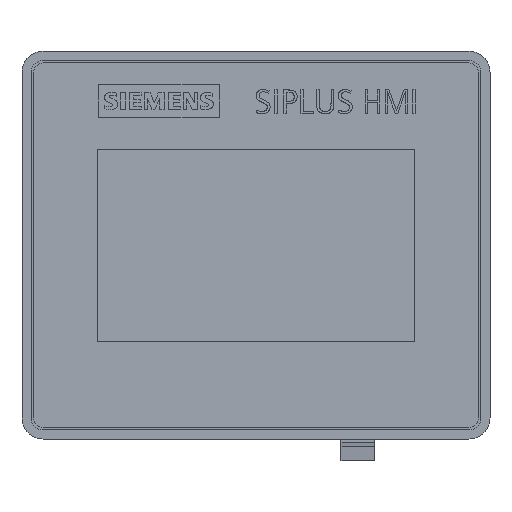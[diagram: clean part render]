
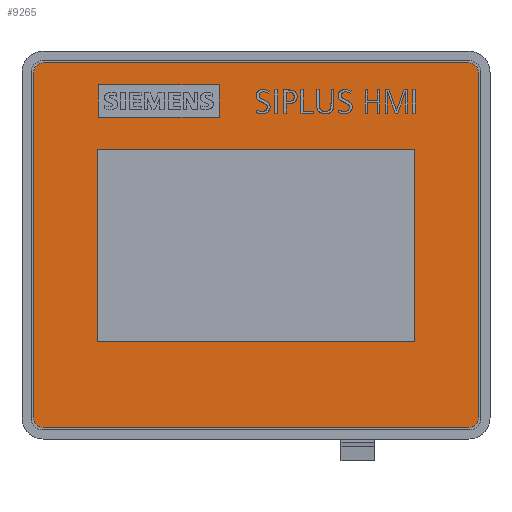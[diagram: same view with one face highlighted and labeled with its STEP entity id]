
A CAD part, top view. The second image highlights one B-rep face of the part: STEP entity #9265.
In plain terms, the highlighted planar face has unit normal (0, 0, 1).
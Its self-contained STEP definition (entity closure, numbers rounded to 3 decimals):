
#9265=ADVANCED_FACE('',(#12312,#12313,#12314),#11001,.F.);
#11001=PLANE('',#35620);
#12312=FACE_BOUND('',#12656,.T.);
#12313=FACE_BOUND('',#12657,.T.);
#12314=FACE_BOUND('',#12658,.T.);
#12656=EDGE_LOOP('',(#14987,#14988,#14989,#14990));
#12657=EDGE_LOOP('',(#14991,#14992,#14993,#14994,#14995,#14996,#14997,#14998));
#12658=EDGE_LOOP('',(#14999,#15000,#15001,#15002));
#14591=CIRCLE('',#35616,2.8);
#14592=CIRCLE('',#35617,2.8);
#14593=CIRCLE('',#35618,2.8);
#14594=CIRCLE('',#35619,2.8);
#14987=ORIENTED_EDGE('',*,*,#26325,.F.);
#14988=ORIENTED_EDGE('',*,*,#26326,.F.);
#14989=ORIENTED_EDGE('',*,*,#26327,.F.);
#14990=ORIENTED_EDGE('',*,*,#26328,.F.);
#14991=ORIENTED_EDGE('',*,*,#26329,.T.);
#14992=ORIENTED_EDGE('',*,*,#26330,.T.);
#14993=ORIENTED_EDGE('',*,*,#26331,.T.);
#14994=ORIENTED_EDGE('',*,*,#26332,.T.);
#14995=ORIENTED_EDGE('',*,*,#26333,.T.);
#14996=ORIENTED_EDGE('',*,*,#26334,.T.);
#14997=ORIENTED_EDGE('',*,*,#26335,.T.);
#14998=ORIENTED_EDGE('',*,*,#26336,.T.);
#14999=ORIENTED_EDGE('',*,*,#26337,.F.);
#15000=ORIENTED_EDGE('',*,*,#26338,.F.);
#15001=ORIENTED_EDGE('',*,*,#26339,.F.);
#15002=ORIENTED_EDGE('',*,*,#26340,.F.);
#23479=VERTEX_POINT('',#44053);
#23480=VERTEX_POINT('',#44054);
#23481=VERTEX_POINT('',#44056);
#23482=VERTEX_POINT('',#44058);
#23483=VERTEX_POINT('',#44061);
#23484=VERTEX_POINT('',#44062);
#23485=VERTEX_POINT('',#44064);
#23486=VERTEX_POINT('',#44066);
#23487=VERTEX_POINT('',#44068);
#23488=VERTEX_POINT('',#44070);
#23489=VERTEX_POINT('',#44072);
#23490=VERTEX_POINT('',#44074);
#23491=VERTEX_POINT('',#44077);
#23492=VERTEX_POINT('',#44078);
#23493=VERTEX_POINT('',#44080);
#23494=VERTEX_POINT('',#44082);
#26325=EDGE_CURVE('',#23479,#23480,#30537,.T.);
#26326=EDGE_CURVE('',#23481,#23479,#30538,.T.);
#26327=EDGE_CURVE('',#23482,#23481,#30539,.T.);
#26328=EDGE_CURVE('',#23480,#23482,#30540,.T.);
#26329=EDGE_CURVE('',#23483,#23484,#30541,.T.);
#26330=EDGE_CURVE('',#23484,#23485,#14591,.T.);
#26331=EDGE_CURVE('',#23485,#23486,#30542,.T.);
#26332=EDGE_CURVE('',#23486,#23487,#14592,.T.);
#26333=EDGE_CURVE('',#23487,#23488,#30543,.T.);
#26334=EDGE_CURVE('',#23488,#23489,#14593,.T.);
#26335=EDGE_CURVE('',#23489,#23490,#30544,.T.);
#26336=EDGE_CURVE('',#23490,#23483,#14594,.T.);
#26337=EDGE_CURVE('',#23491,#23492,#30545,.T.);
#26338=EDGE_CURVE('',#23493,#23491,#30546,.T.);
#26339=EDGE_CURVE('',#23494,#23493,#30547,.T.);
#26340=EDGE_CURVE('',#23492,#23494,#30548,.T.);
#30537=LINE('',#44052,#32945);
#30538=LINE('',#44055,#32946);
#30539=LINE('',#44057,#32947);
#30540=LINE('',#44059,#32948);
#30541=LINE('',#44060,#32949);
#30542=LINE('',#44065,#32950);
#30543=LINE('',#44069,#32951);
#30544=LINE('',#44073,#32952);
#30545=LINE('',#44076,#32953);
#30546=LINE('',#44079,#32954);
#30547=LINE('',#44081,#32955);
#30548=LINE('',#44083,#32956);
#32945=VECTOR('',#37561,1.);
#32946=VECTOR('',#37562,1.);
#32947=VECTOR('',#37563,1.);
#32948=VECTOR('',#37564,1.);
#32949=VECTOR('',#37565,1.);
#32950=VECTOR('',#37568,1.);
#32951=VECTOR('',#37571,1.);
#32952=VECTOR('',#37574,1.);
#32953=VECTOR('',#37577,1.);
#32954=VECTOR('',#37578,1.);
#32955=VECTOR('',#37579,1.);
#32956=VECTOR('',#37580,1.);
#35616=AXIS2_PLACEMENT_3D('',#44063,#37566,#37567);
#35617=AXIS2_PLACEMENT_3D('',#44067,#37569,#37570);
#35618=AXIS2_PLACEMENT_3D('',#44071,#37572,#37573);
#35619=AXIS2_PLACEMENT_3D('',#44075,#37575,#37576);
#35620=AXIS2_PLACEMENT_3D('',#44084,#37581,#37582);
#37561=DIRECTION('',(1.,0.,0.));
#37562=DIRECTION('',(0.,-1.,0.));
#37563=DIRECTION('',(-1.,0.,0.));
#37564=DIRECTION('',(0.,1.,0.));
#37565=DIRECTION('',(0.,-1.,0.));
#37566=DIRECTION('',(0.,0.,1.));
#37567=DIRECTION('',(1.,0.,0.));
#37568=DIRECTION('',(1.,0.,0.));
#37569=DIRECTION('',(0.,0.,1.));
#37570=DIRECTION('',(1.,0.,0.));
#37571=DIRECTION('',(0.,1.,0.));
#37572=DIRECTION('',(0.,0.,1.));
#37573=DIRECTION('',(1.,0.,0.));
#37574=DIRECTION('',(-1.,0.,0.));
#37575=DIRECTION('',(0.,0.,1.));
#37576=DIRECTION('',(1.,0.,0.));
#37577=DIRECTION('',(1.,0.,0.));
#37578=DIRECTION('',(0.,-1.,0.));
#37579=DIRECTION('',(-1.,0.,0.));
#37580=DIRECTION('',(0.,1.,0.));
#37581=DIRECTION('',(0.,0.,-1.));
#37582=DIRECTION('',(-1.,0.,0.));
#44052=CARTESIAN_POINT('',(-47.14,38.223,-0.3));
#44053=CARTESIAN_POINT('',(-47.14,38.223,-0.3));
#44054=CARTESIAN_POINT('',(-10.988,38.223,-0.3));
#44055=CARTESIAN_POINT('',(-47.14,48.01,-0.3));
#44056=CARTESIAN_POINT('',(-47.14,48.01,-0.3));
#44057=CARTESIAN_POINT('',(-10.988,48.01,-0.3));
#44058=CARTESIAN_POINT('',(-10.988,48.01,-0.3));
#44059=CARTESIAN_POINT('',(-10.988,38.223,-0.3));
#44060=CARTESIAN_POINT('',(-66.5,51.7,-0.3));
#44061=CARTESIAN_POINT('',(-66.5,51.7,-0.3));
#44062=CARTESIAN_POINT('',(-66.5,-51.7,-0.3));
#44063=CARTESIAN_POINT('',(-63.7,-51.7,-0.3));
#44064=CARTESIAN_POINT('',(-63.7,-54.5,-0.3));
#44065=CARTESIAN_POINT('',(-63.7,-54.5,-0.3));
#44066=CARTESIAN_POINT('',(63.7,-54.5,-0.3));
#44067=CARTESIAN_POINT('',(63.7,-51.7,-0.3));
#44068=CARTESIAN_POINT('',(66.5,-51.7,-0.3));
#44069=CARTESIAN_POINT('',(66.5,-51.7,-0.3));
#44070=CARTESIAN_POINT('',(66.5,51.7,-0.3));
#44071=CARTESIAN_POINT('',(63.7,51.7,-0.3));
#44072=CARTESIAN_POINT('',(63.7,54.5,-0.3));
#44073=CARTESIAN_POINT('',(63.7,54.5,-0.3));
#44074=CARTESIAN_POINT('',(-63.7,54.5,-0.3));
#44075=CARTESIAN_POINT('',(-63.7,51.7,-0.3));
#44076=CARTESIAN_POINT('',(-47.5,-28.75,-0.3));
#44077=CARTESIAN_POINT('',(-47.5,-28.75,-0.3));
#44078=CARTESIAN_POINT('',(47.5,-28.75,-0.3));
#44079=CARTESIAN_POINT('',(-47.5,28.75,-0.3));
#44080=CARTESIAN_POINT('',(-47.5,28.75,-0.3));
#44081=CARTESIAN_POINT('',(47.5,28.75,-0.3));
#44082=CARTESIAN_POINT('',(47.5,28.75,-0.3));
#44083=CARTESIAN_POINT('',(47.5,-28.75,-0.3));
#44084=CARTESIAN_POINT('',(-63.65,51.65,-0.3));
